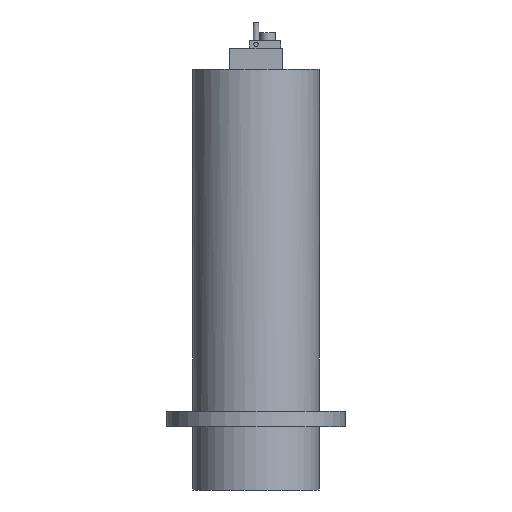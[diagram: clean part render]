
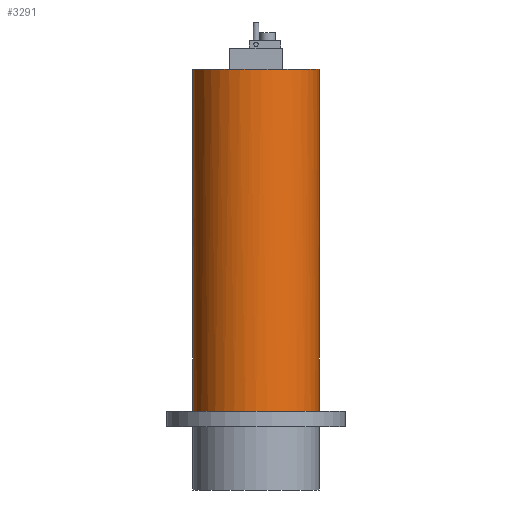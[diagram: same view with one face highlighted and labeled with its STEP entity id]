
A CAD part, left-side view. The second image highlights one B-rep face of the part: STEP entity #3291.
In plain terms, the highlighted cylindrical face has radius 12 mm (diameter 24 mm), a full revolution.
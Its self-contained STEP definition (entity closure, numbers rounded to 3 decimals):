
#2966 = PLANE('',#2967);
#2967 = AXIS2_PLACEMENT_3D('',#2968,#2969,#2970);
#2968 = CARTESIAN_POINT('',(73.66,148.,60.));
#2969 = DIRECTION('',(0.,0.,1.));
#2970 = DIRECTION('',(1.,0.,0.));
#3004 = VERTEX_POINT('',#3005);
#3005 = CARTESIAN_POINT('',(84.569,153.,60.));
#3065 = PLANE('',#3066);
#3066 = AXIS2_PLACEMENT_3D('',#3067,#3068,#3069);
#3067 = CARTESIAN_POINT('',(73.66,143.,60.));
#3068 = DIRECTION('',(0.,0.,1.));
#3069 = DIRECTION('',(1.,0.,0.));
#3081 = VERTEX_POINT('',#3082);
#3082 = CARTESIAN_POINT('',(84.569,143.,60.));
#3180 = EDGE_CURVE('',#3004,#3081,#3181,.T.);
#3181 = SURFACE_CURVE('',#3182,(#3187,#3194),.PCURVE_S1.);
#3182 = CIRCLE('',#3183,12.);
#3183 = AXIS2_PLACEMENT_3D('',#3184,#3185,#3186);
#3184 = CARTESIAN_POINT('',(73.66,148.,60.));
#3185 = DIRECTION('',(0.,0.,1.));
#3186 = DIRECTION('',(1.,0.,0.));
#3187 = PCURVE('',#2966,#3188);
#3188 = DEFINITIONAL_REPRESENTATION('',(#3189),#3193);
#3189 = CIRCLE('',#3190,12.);
#3190 = AXIS2_PLACEMENT_2D('',#3191,#3192);
#3191 = CARTESIAN_POINT('',(0.,0.));
#3192 = DIRECTION('',(1.,0.));
#3193 = ( GEOMETRIC_REPRESENTATION_CONTEXT(2) 
PARAMETRIC_REPRESENTATION_CONTEXT() REPRESENTATION_CONTEXT('2D SPACE',''
  ) );
#3194 = PCURVE('',#3195,#3200);
#3195 = CYLINDRICAL_SURFACE('',#3196,12.);
#3196 = AXIS2_PLACEMENT_3D('',#3197,#3198,#3199);
#3197 = CARTESIAN_POINT('',(73.66,148.,-20.));
#3198 = DIRECTION('',(0.,0.,1.));
#3199 = DIRECTION('',(1.,0.,0.));
#3200 = DEFINITIONAL_REPRESENTATION('',(#3201),#3205);
#3201 = LINE('',#3202,#3203);
#3202 = CARTESIAN_POINT('',(0.,80.));
#3203 = VECTOR('',#3204,1.);
#3204 = DIRECTION('',(1.,0.));
#3205 = ( GEOMETRIC_REPRESENTATION_CONTEXT(2) 
PARAMETRIC_REPRESENTATION_CONTEXT() REPRESENTATION_CONTEXT('2D SPACE',''
  ) );
#3213 = EDGE_CURVE('',#3214,#3004,#3216,.T.);
#3214 = VERTEX_POINT('',#3215);
#3215 = CARTESIAN_POINT('',(85.66,148.,60.));
#3216 = SURFACE_CURVE('',#3217,(#3222,#3229),.PCURVE_S1.);
#3217 = CIRCLE('',#3218,12.);
#3218 = AXIS2_PLACEMENT_3D('',#3219,#3220,#3221);
#3219 = CARTESIAN_POINT('',(73.66,148.,60.));
#3220 = DIRECTION('',(0.,0.,1.));
#3221 = DIRECTION('',(1.,0.,0.));
#3222 = PCURVE('',#3065,#3223);
#3223 = DEFINITIONAL_REPRESENTATION('',(#3224),#3228);
#3224 = CIRCLE('',#3225,12.);
#3225 = AXIS2_PLACEMENT_2D('',#3226,#3227);
#3226 = CARTESIAN_POINT('',(0.,5.));
#3227 = DIRECTION('',(1.,0.));
#3228 = ( GEOMETRIC_REPRESENTATION_CONTEXT(2) 
PARAMETRIC_REPRESENTATION_CONTEXT() REPRESENTATION_CONTEXT('2D SPACE',''
  ) );
#3229 = PCURVE('',#3195,#3230);
#3230 = DEFINITIONAL_REPRESENTATION('',(#3231),#3235);
#3231 = LINE('',#3232,#3233);
#3232 = CARTESIAN_POINT('',(0.,80.));
#3233 = VECTOR('',#3234,1.);
#3234 = DIRECTION('',(1.,0.));
#3235 = ( GEOMETRIC_REPRESENTATION_CONTEXT(2) 
PARAMETRIC_REPRESENTATION_CONTEXT() REPRESENTATION_CONTEXT('2D SPACE',''
  ) );
#3237 = EDGE_CURVE('',#3081,#3214,#3238,.T.);
#3238 = SURFACE_CURVE('',#3239,(#3244,#3251),.PCURVE_S1.);
#3239 = CIRCLE('',#3240,12.);
#3240 = AXIS2_PLACEMENT_3D('',#3241,#3242,#3243);
#3241 = CARTESIAN_POINT('',(73.66,148.,60.));
#3242 = DIRECTION('',(0.,0.,1.));
#3243 = DIRECTION('',(1.,0.,0.));
#3244 = PCURVE('',#3065,#3245);
#3245 = DEFINITIONAL_REPRESENTATION('',(#3246),#3250);
#3246 = CIRCLE('',#3247,12.);
#3247 = AXIS2_PLACEMENT_2D('',#3248,#3249);
#3248 = CARTESIAN_POINT('',(0.,5.));
#3249 = DIRECTION('',(1.,0.));
#3250 = ( GEOMETRIC_REPRESENTATION_CONTEXT(2) 
PARAMETRIC_REPRESENTATION_CONTEXT() REPRESENTATION_CONTEXT('2D SPACE',''
  ) );
#3251 = PCURVE('',#3195,#3252);
#3252 = DEFINITIONAL_REPRESENTATION('',(#3253),#3257);
#3253 = LINE('',#3254,#3255);
#3254 = CARTESIAN_POINT('',(0.,80.));
#3255 = VECTOR('',#3256,1.);
#3256 = DIRECTION('',(1.,0.));
#3257 = ( GEOMETRIC_REPRESENTATION_CONTEXT(2) 
PARAMETRIC_REPRESENTATION_CONTEXT() REPRESENTATION_CONTEXT('2D SPACE',''
  ) );
#3291 = ADVANCED_FACE('',(#3292),#3195,.T.);
#3292 = FACE_BOUND('',#3293,.T.);
#3293 = EDGE_LOOP('',(#3294,#3323,#3344,#3345,#3346,#3347));
#3294 = ORIENTED_EDGE('',*,*,#3295,.T.);
#3295 = EDGE_CURVE('',#3296,#3296,#3298,.T.);
#3296 = VERTEX_POINT('',#3297);
#3297 = CARTESIAN_POINT('',(85.66,148.,-5.));
#3298 = SURFACE_CURVE('',#3299,(#3304,#3311),.PCURVE_S1.);
#3299 = CIRCLE('',#3300,12.);
#3300 = AXIS2_PLACEMENT_3D('',#3301,#3302,#3303);
#3301 = CARTESIAN_POINT('',(73.66,148.,-5.));
#3302 = DIRECTION('',(0.,0.,1.));
#3303 = DIRECTION('',(1.,0.,0.));
#3304 = PCURVE('',#3195,#3305);
#3305 = DEFINITIONAL_REPRESENTATION('',(#3306),#3310);
#3306 = LINE('',#3307,#3308);
#3307 = CARTESIAN_POINT('',(0.,15.));
#3308 = VECTOR('',#3309,1.);
#3309 = DIRECTION('',(1.,0.));
#3310 = ( GEOMETRIC_REPRESENTATION_CONTEXT(2) 
PARAMETRIC_REPRESENTATION_CONTEXT() REPRESENTATION_CONTEXT('2D SPACE',''
  ) );
#3311 = PCURVE('',#3312,#3317);
#3312 = PLANE('',#3313);
#3313 = AXIS2_PLACEMENT_3D('',#3314,#3315,#3316);
#3314 = CARTESIAN_POINT('',(73.66,148.,-5.));
#3315 = DIRECTION('',(0.,0.,1.));
#3316 = DIRECTION('',(1.,0.,0.));
#3317 = DEFINITIONAL_REPRESENTATION('',(#3318),#3322);
#3318 = CIRCLE('',#3319,12.);
#3319 = AXIS2_PLACEMENT_2D('',#3320,#3321);
#3320 = CARTESIAN_POINT('',(0.,0.));
#3321 = DIRECTION('',(1.,0.));
#3322 = ( GEOMETRIC_REPRESENTATION_CONTEXT(2) 
PARAMETRIC_REPRESENTATION_CONTEXT() REPRESENTATION_CONTEXT('2D SPACE',''
  ) );
#3323 = ORIENTED_EDGE('',*,*,#3324,.T.);
#3324 = EDGE_CURVE('',#3296,#3214,#3325,.T.);
#3325 = SEAM_CURVE('',#3326,(#3330,#3337),.PCURVE_S1.);
#3326 = LINE('',#3327,#3328);
#3327 = CARTESIAN_POINT('',(85.66,148.,-20.));
#3328 = VECTOR('',#3329,1.);
#3329 = DIRECTION('',(0.,0.,1.));
#3330 = PCURVE('',#3195,#3331);
#3331 = DEFINITIONAL_REPRESENTATION('',(#3332),#3336);
#3332 = LINE('',#3333,#3334);
#3333 = CARTESIAN_POINT('',(0.,-0.));
#3334 = VECTOR('',#3335,1.);
#3335 = DIRECTION('',(0.,1.));
#3336 = ( GEOMETRIC_REPRESENTATION_CONTEXT(2) 
PARAMETRIC_REPRESENTATION_CONTEXT() REPRESENTATION_CONTEXT('2D SPACE',''
  ) );
#3337 = PCURVE('',#3195,#3338);
#3338 = DEFINITIONAL_REPRESENTATION('',(#3339),#3343);
#3339 = LINE('',#3340,#3341);
#3340 = CARTESIAN_POINT('',(6.283,-0.));
#3341 = VECTOR('',#3342,1.);
#3342 = DIRECTION('',(0.,1.));
#3343 = ( GEOMETRIC_REPRESENTATION_CONTEXT(2) 
PARAMETRIC_REPRESENTATION_CONTEXT() REPRESENTATION_CONTEXT('2D SPACE',''
  ) );
#3344 = ORIENTED_EDGE('',*,*,#3237,.F.);
#3345 = ORIENTED_EDGE('',*,*,#3180,.F.);
#3346 = ORIENTED_EDGE('',*,*,#3213,.F.);
#3347 = ORIENTED_EDGE('',*,*,#3324,.F.);
